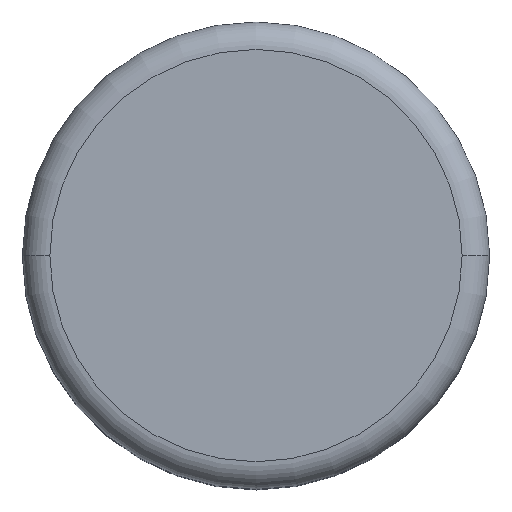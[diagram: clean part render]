
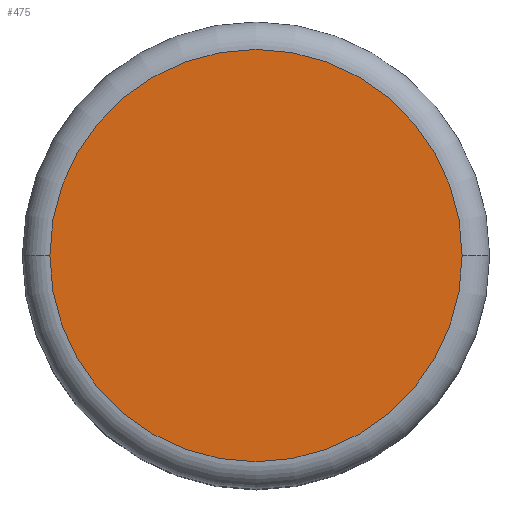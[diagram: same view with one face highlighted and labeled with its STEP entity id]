
A CAD part, top view. The second image highlights one B-rep face of the part: STEP entity #475.
In plain terms, the highlighted planar face has unit normal (0, 0, 1).
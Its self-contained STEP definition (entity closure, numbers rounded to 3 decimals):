
#395=CARTESIAN_POINT('',(3.75,0.0,12.9));
#396=VERTEX_POINT('',#395);
#404=CARTESIAN_POINT('',(-3.75,0.,12.9));
#405=VERTEX_POINT('',#404);
#406=CARTESIAN_POINT('',(0.0,0.0,12.9));
#407=DIRECTION('',(0.0,0.0,-1.0));
#408=DIRECTION('',(-1.0,0.0,0.0));
#409=AXIS2_PLACEMENT_3D('',#406,#407,#408);
#410=CIRCLE('',#409,3.75);
#411=EDGE_CURVE('',#396,#405,#410,.T.);
#438=CARTESIAN_POINT('',(0.0,0.0,12.9));
#439=DIRECTION('',(0.0,0.0,-1.0));
#440=DIRECTION('',(-1.0,0.0,0.0));
#441=AXIS2_PLACEMENT_3D('',#438,#439,#440);
#442=CIRCLE('',#441,3.75);
#443=EDGE_CURVE('',#405,#396,#442,.T.);
#466=CARTESIAN_POINT('',(0.0,0.0,12.9));
#467=DIRECTION('',(0.0,0.0,1.0));
#468=DIRECTION('',(1.0,0.0,0.0));
#469=AXIS2_PLACEMENT_3D('',#466,#467,#468);
#470=PLANE('',#469);
#471=ORIENTED_EDGE('',*,*,#411,.F.);
#472=ORIENTED_EDGE('',*,*,#443,.F.);
#473=EDGE_LOOP('',(#471,#472));
#474=FACE_OUTER_BOUND('',#473,.T.);
#475=ADVANCED_FACE('',(#474),#470,.T.);
